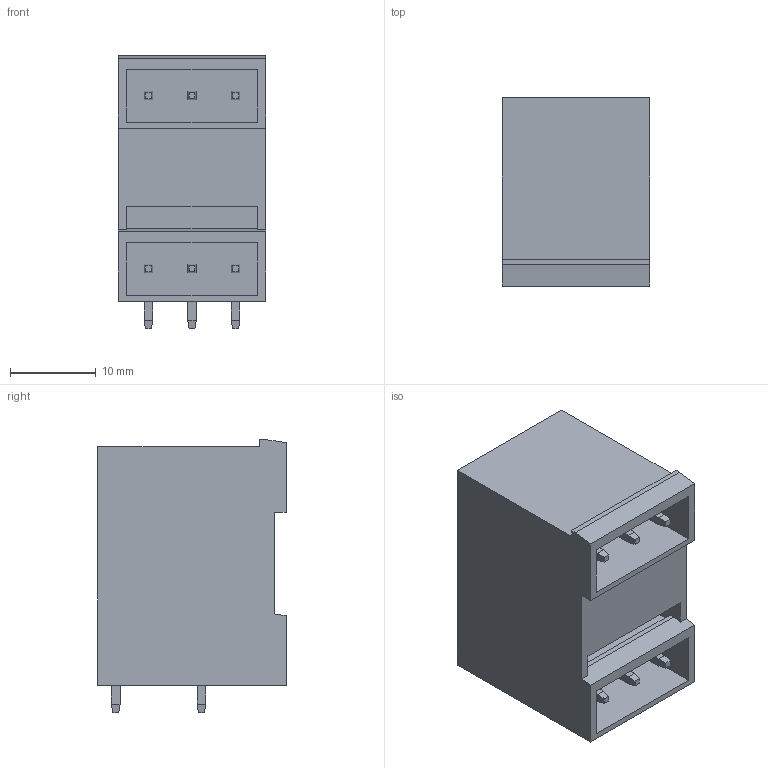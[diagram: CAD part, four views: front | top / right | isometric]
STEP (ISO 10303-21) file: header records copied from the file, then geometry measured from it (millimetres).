
FILE_DESCRIPTION(('CATIA V5 STEP Exchange','CAx-IF Rec.Pracs.--- Model Styling and Organization---1.4--- 2014-01-23'),'2;1');
FILE_NAME ('D1554574_0_1057380000_1057380000.stp','2022-12-13T14:37:39+00:00',('none'),('Weidmueller'),'CATIA Version 5-6 Release 2016 SP3 HF44','CATIA V5 STEP AP214','none');
FILE_SCHEMA(('AUTOMOTIVE_DESIGN { 1 0 10303 214 1 1 1 1 }'));
Length unit declared in the file: millimetre
Products named in the file (1): 1057380000
Bounding box: 17.24 x 22 x 31.88 mm (x, y, z)
Volume: 5602.5 mm3; surface area: 6243.7 mm2
Topology: 7 solids, 7 shells, 166 faces, 402 edges, 252 vertices
Faces by surface type: plane 166
Entity records: 4693 total; most frequent: ORIENTED_EDGE 804, CARTESIAN_POINT 792, DIRECTION 676, VECTOR 402, EDGE_CURVE 402, LINE 402, VERTEX_POINT 252, EDGE_LOOP 180
